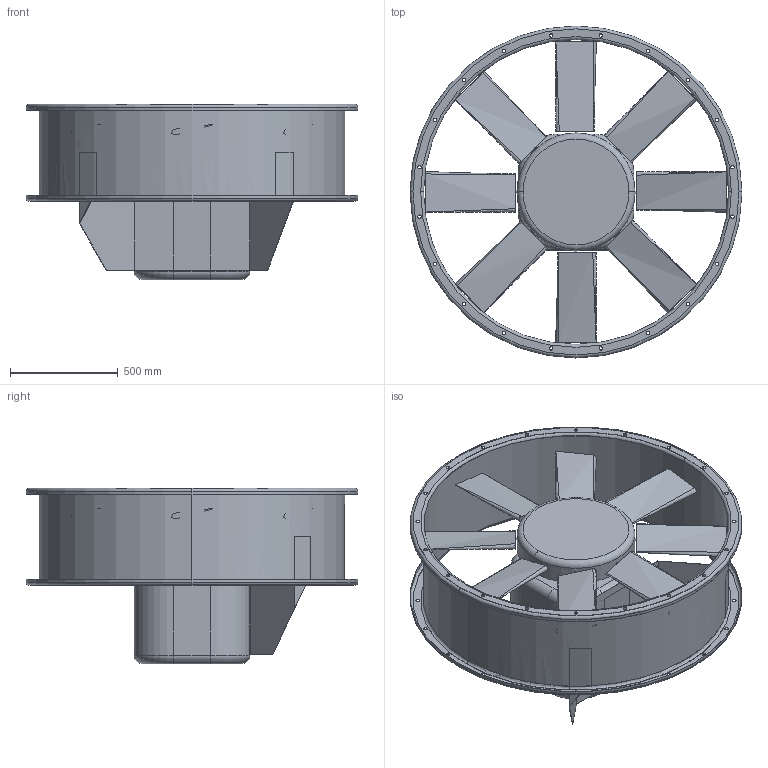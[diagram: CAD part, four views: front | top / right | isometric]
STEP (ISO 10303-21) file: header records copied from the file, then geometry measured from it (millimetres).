
FILE_DESCRIPTION (( 'STEP AP214' ), '1' );
FILE_NAME ('CC_1400.STEP', '2017-01-27T13:20:12', ( '' ), ( '' ), 'SwSTEP 2.0', 'SolidWorks 2016', '' );
FILE_SCHEMA (( 'AUTOMOTIVE_DESIGN' ));
Length unit declared in the file: millimetre
Products named in the file (1): CC_1400
Bounding box: 1540 x 1540 x 815 mm (x, y, z)
Volume: 193281013 mm3; surface area: 10006785.3 mm2
Topology: 1 solids, 1 shells, 230 faces, 605 edges, 395 vertices
Faces by surface type: cylinder 126, plane 46, bspline 32, torus 26
Entity records: 9999 total; most frequent: CARTESIAN_POINT 2878, DIRECTION 1306, ORIENTED_EDGE 1210, EDGE_CURVE 605, AXIS2_PLACEMENT_3D 523, VERTEX_POINT 395, EDGE_LOOP 332, CIRCLE 324
